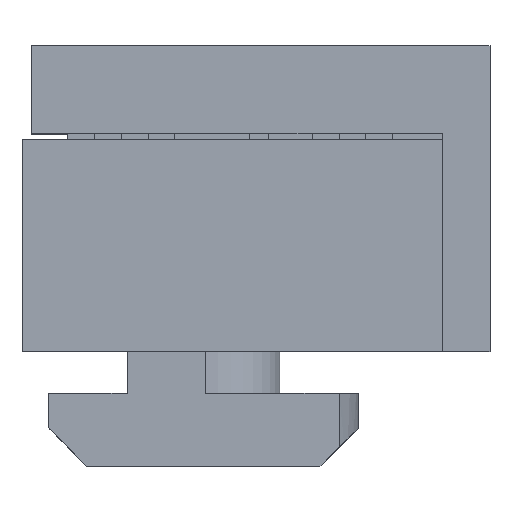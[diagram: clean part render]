
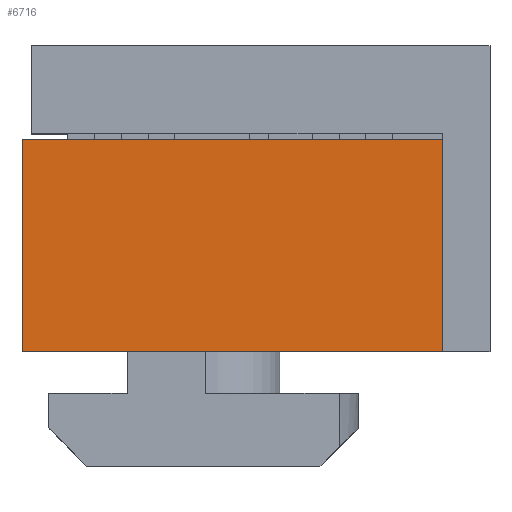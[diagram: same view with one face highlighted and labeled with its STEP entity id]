
A CAD part, top view. The second image highlights one B-rep face of the part: STEP entity #6716.
In plain terms, the highlighted planar face has unit normal (0, 0, 1).
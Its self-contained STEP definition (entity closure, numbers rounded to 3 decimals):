
#1361 = PLANE('',#1362);
#1362 = AXIS2_PLACEMENT_3D('',#1363,#1364,#1365);
#1363 = CARTESIAN_POINT('',(12.5,0.,8.));
#1364 = DIRECTION('',(-0.,1.,0.));
#1365 = DIRECTION('',(0.,0.,1.));
#5137 = PLANE('',#5138);
#5138 = AXIS2_PLACEMENT_3D('',#5139,#5140,#5141);
#5139 = CARTESIAN_POINT('',(-9.5,5.8,0.));
#5140 = DIRECTION('',(1.,0.,0.));
#5141 = DIRECTION('',(0.,0.,-1.));
#5287 = PLANE('',#5288);
#5288 = AXIS2_PLACEMENT_3D('',#5289,#5290,#5291);
#5289 = CARTESIAN_POINT('',(12.5,11.1,5.3));
#5290 = DIRECTION('',(0.,-1.,0.));
#5291 = DIRECTION('',(0.,0.,-1.));
#5307 = VERTEX_POINT('',#5308);
#5308 = CARTESIAN_POINT('',(12.5,11.1,8.));
#5315 = PLANE('',#5316);
#5316 = AXIS2_PLACEMENT_3D('',#5317,#5318,#5319);
#5317 = CARTESIAN_POINT('',(12.5,5.8,0.));
#5318 = DIRECTION('',(1.,0.,0.));
#5319 = DIRECTION('',(0.,0.,-1.));
#5334 = EDGE_CURVE('',#5307,#5335,#5337,.T.);
#5335 = VERTEX_POINT('',#5336);
#5336 = CARTESIAN_POINT('',(12.5,0.,8.));
#5337 = SURFACE_CURVE('',#5338,(#5342,#5349),.PCURVE_S1.);
#5338 = LINE('',#5339,#5340);
#5339 = CARTESIAN_POINT('',(12.5,11.1,8.));
#5340 = VECTOR('',#5341,1.);
#5341 = DIRECTION('',(0.,-1.,0.));
#5342 = PCURVE('',#5315,#5343);
#5343 = DEFINITIONAL_REPRESENTATION('',(#5344),#5348);
#5344 = LINE('',#5345,#5346);
#5345 = CARTESIAN_POINT('',(-8.,5.3));
#5346 = VECTOR('',#5347,1.);
#5347 = DIRECTION('',(0.,-1.));
#5348 = ( GEOMETRIC_REPRESENTATION_CONTEXT(2) 
PARAMETRIC_REPRESENTATION_CONTEXT() REPRESENTATION_CONTEXT('2D SPACE',''
  ) );
#5349 = PCURVE('',#5350,#5355);
#5350 = PLANE('',#5351);
#5351 = AXIS2_PLACEMENT_3D('',#5352,#5353,#5354);
#5352 = CARTESIAN_POINT('',(12.5,11.1,8.));
#5353 = DIRECTION('',(0.,0.,-1.));
#5354 = DIRECTION('',(-1.,0.,0.));
#5355 = DEFINITIONAL_REPRESENTATION('',(#5356),#5360);
#5356 = LINE('',#5357,#5358);
#5357 = CARTESIAN_POINT('',(0.,0.));
#5358 = VECTOR('',#5359,1.);
#5359 = DIRECTION('',(0.,-1.));
#5360 = ( GEOMETRIC_REPRESENTATION_CONTEXT(2) 
PARAMETRIC_REPRESENTATION_CONTEXT() REPRESENTATION_CONTEXT('2D SPACE',''
  ) );
#5741 = VERTEX_POINT('',#5742);
#5742 = CARTESIAN_POINT('',(-9.5,0.,8.));
#5763 = EDGE_CURVE('',#5764,#5741,#5766,.T.);
#5764 = VERTEX_POINT('',#5765);
#5765 = CARTESIAN_POINT('',(-9.5,11.1,8.));
#5766 = SURFACE_CURVE('',#5767,(#5771,#5778),.PCURVE_S1.);
#5767 = LINE('',#5768,#5769);
#5768 = CARTESIAN_POINT('',(-9.5,11.1,8.));
#5769 = VECTOR('',#5770,1.);
#5770 = DIRECTION('',(0.,-1.,0.));
#5771 = PCURVE('',#5137,#5772);
#5772 = DEFINITIONAL_REPRESENTATION('',(#5773),#5777);
#5773 = LINE('',#5774,#5775);
#5774 = CARTESIAN_POINT('',(-8.,5.3));
#5775 = VECTOR('',#5776,1.);
#5776 = DIRECTION('',(0.,-1.));
#5777 = ( GEOMETRIC_REPRESENTATION_CONTEXT(2) 
PARAMETRIC_REPRESENTATION_CONTEXT() REPRESENTATION_CONTEXT('2D SPACE',''
  ) );
#5778 = PCURVE('',#5350,#5779);
#5779 = DEFINITIONAL_REPRESENTATION('',(#5780),#5784);
#5780 = LINE('',#5781,#5782);
#5781 = CARTESIAN_POINT('',(22.,0.));
#5782 = VECTOR('',#5783,1.);
#5783 = DIRECTION('',(0.,-1.));
#5784 = ( GEOMETRIC_REPRESENTATION_CONTEXT(2) 
PARAMETRIC_REPRESENTATION_CONTEXT() REPRESENTATION_CONTEXT('2D SPACE',''
  ) );
#6696 = EDGE_CURVE('',#5335,#5741,#6697,.T.);
#6697 = SURFACE_CURVE('',#6698,(#6702,#6709),.PCURVE_S1.);
#6698 = LINE('',#6699,#6700);
#6699 = CARTESIAN_POINT('',(12.5,0.,8.));
#6700 = VECTOR('',#6701,1.);
#6701 = DIRECTION('',(-1.,-0.,-0.));
#6702 = PCURVE('',#1361,#6703);
#6703 = DEFINITIONAL_REPRESENTATION('',(#6704),#6708);
#6704 = LINE('',#6705,#6706);
#6705 = CARTESIAN_POINT('',(0.,0.));
#6706 = VECTOR('',#6707,1.);
#6707 = DIRECTION('',(-0.,-1.));
#6708 = ( GEOMETRIC_REPRESENTATION_CONTEXT(2) 
PARAMETRIC_REPRESENTATION_CONTEXT() REPRESENTATION_CONTEXT('2D SPACE',''
  ) );
#6709 = PCURVE('',#5350,#6710);
#6710 = DEFINITIONAL_REPRESENTATION('',(#6711),#6715);
#6711 = LINE('',#6712,#6713);
#6712 = CARTESIAN_POINT('',(0.,-11.1));
#6713 = VECTOR('',#6714,1.);
#6714 = DIRECTION('',(1.,0.));
#6715 = ( GEOMETRIC_REPRESENTATION_CONTEXT(2) 
PARAMETRIC_REPRESENTATION_CONTEXT() REPRESENTATION_CONTEXT('2D SPACE',''
  ) );
#6716 = ADVANCED_FACE('',(#6717),#5350,.F.);
#6717 = FACE_BOUND('',#6718,.T.);
#6718 = EDGE_LOOP('',(#6719,#6720,#6721,#6722));
#6719 = ORIENTED_EDGE('',*,*,#5763,.T.);
#6720 = ORIENTED_EDGE('',*,*,#6696,.F.);
#6721 = ORIENTED_EDGE('',*,*,#5334,.F.);
#6722 = ORIENTED_EDGE('',*,*,#6723,.T.);
#6723 = EDGE_CURVE('',#5307,#5764,#6724,.T.);
#6724 = SURFACE_CURVE('',#6725,(#6729,#6736),.PCURVE_S1.);
#6725 = LINE('',#6726,#6727);
#6726 = CARTESIAN_POINT('',(12.5,11.1,8.));
#6727 = VECTOR('',#6728,1.);
#6728 = DIRECTION('',(-1.,-0.,-0.));
#6729 = PCURVE('',#5350,#6730);
#6730 = DEFINITIONAL_REPRESENTATION('',(#6731),#6735);
#6731 = LINE('',#6732,#6733);
#6732 = CARTESIAN_POINT('',(0.,0.));
#6733 = VECTOR('',#6734,1.);
#6734 = DIRECTION('',(1.,0.));
#6735 = ( GEOMETRIC_REPRESENTATION_CONTEXT(2) 
PARAMETRIC_REPRESENTATION_CONTEXT() REPRESENTATION_CONTEXT('2D SPACE',''
  ) );
#6736 = PCURVE('',#5287,#6737);
#6737 = DEFINITIONAL_REPRESENTATION('',(#6738),#6742);
#6738 = LINE('',#6739,#6740);
#6739 = CARTESIAN_POINT('',(-2.7,0.));
#6740 = VECTOR('',#6741,1.);
#6741 = DIRECTION('',(0.,-1.));
#6742 = ( GEOMETRIC_REPRESENTATION_CONTEXT(2) 
PARAMETRIC_REPRESENTATION_CONTEXT() REPRESENTATION_CONTEXT('2D SPACE',''
  ) );
